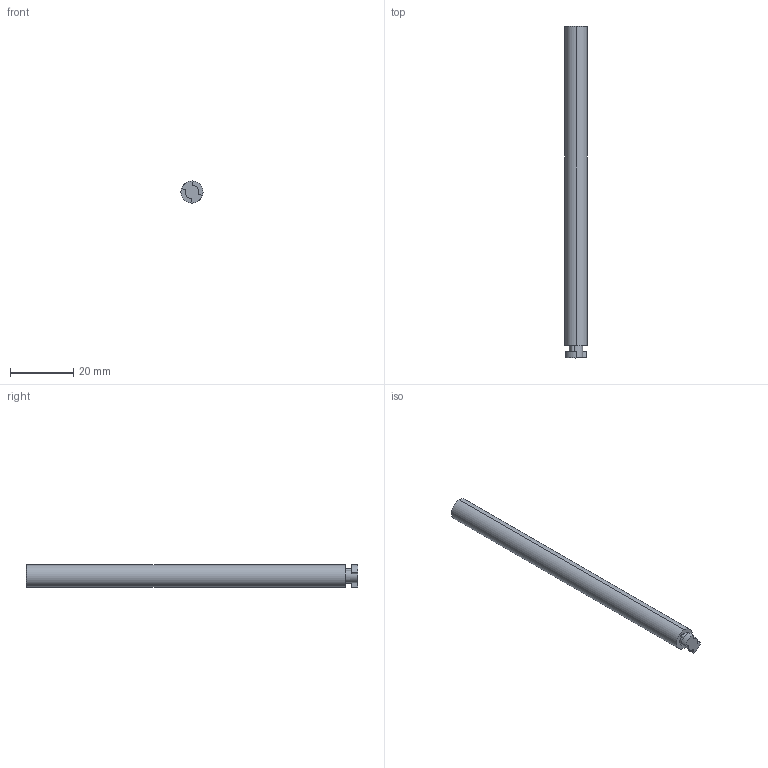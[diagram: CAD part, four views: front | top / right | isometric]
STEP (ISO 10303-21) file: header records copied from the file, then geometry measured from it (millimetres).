
FILE_DESCRIPTION (( 'STEP AP214' ), '1' );
FILE_NAME ('Cymbal Stand.STEP', '2025-08-31T07:48:55', ( '' ), ( '' ), 'SwSTEP 2.0', 'SolidWorks 2024', '' );
FILE_SCHEMA (( 'AUTOMOTIVE_DESIGN' ));
Length unit declared in the file: millimetre
Products named in the file (1): Cymbal Stand
Bounding box: 7 x 104.94 x 7 mm (x, y, z)
Volume: 3892 mm3; surface area: 2473.9 mm2
Topology: 1 solids, 1 shells, 23 faces, 59 edges, 39 vertices
Faces by surface type: cylinder 12, plane 9, bspline 2
Entity records: 763 total; most frequent: CARTESIAN_POINT 158, DIRECTION 132, ORIENTED_EDGE 118, EDGE_CURVE 59, AXIS2_PLACEMENT_3D 53, VERTEX_POINT 39, CIRCLE 31, VECTOR 26
